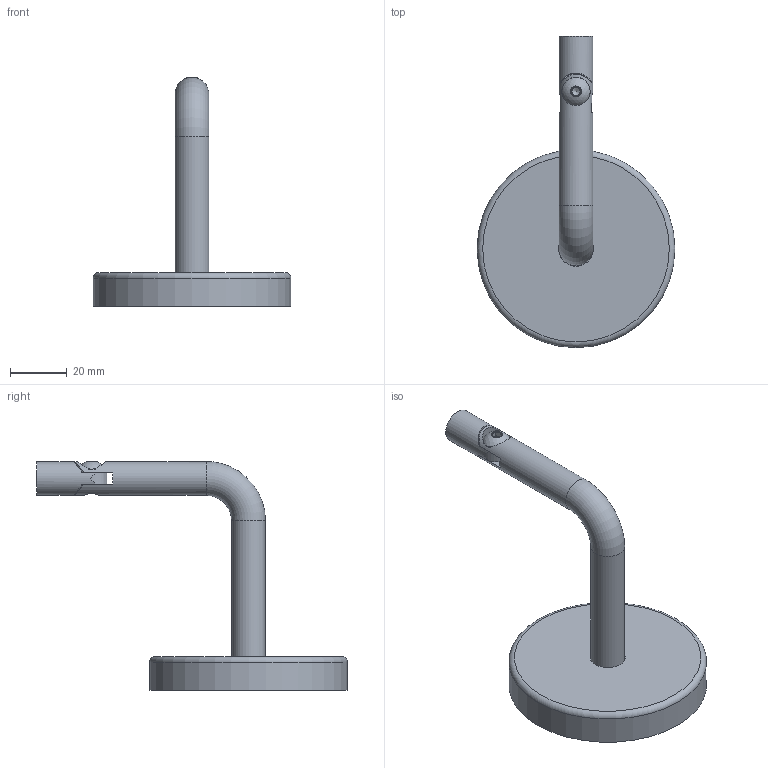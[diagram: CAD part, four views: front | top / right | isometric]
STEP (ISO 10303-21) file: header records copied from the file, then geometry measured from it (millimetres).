
FILE_DESCRIPTION (( 'STEP AP203' ), '1' );
FILE_NAME ('50506-240.STEP', '2023-07-18T09:44:34', ( '' ), ( '' ), 'SwSTEP 2.0', 'SolidWorks 2018', '' );
FILE_SCHEMA (( 'CONFIG_CONTROL_DESIGN' ));
Length unit declared in the file: millimetre
Products named in the file (6): 5050X-240 Teil6_ISO 7380 M5x8; 50506-240; 5050X-240 Teil3_50500-240-AR; 5050X-240 Teil1_50500-240-P; 5050X-240 Teil5_5050X-240 Teil5; 5050X-240 Teil4_50506-240 Teil4
Assembly tree (5 placements, depth 2):
  50506-240
    5050X-240 Teil1_50500-240-P
    5050X-240 Teil3_50500-240-AR
    5050X-240 Teil4_50506-240 Teil4
    5050X-240 Teil5_5050X-240 Teil5
    5050X-240 Teil6_ISO 7380 M5x8
Bounding box: 70 x 110 x 81 mm (x, y, z)
Volume: 28143.5 mm3; surface area: 26699.2 mm2
Topology: 5 solids, 5 shells, 338 faces, 868 edges, 572 vertices
Faces by surface type: plane 160, bspline 110, cylinder 38, torus 19, cone 10, sphere 1
Full cylindrical faces by diameter (mm): 4.019 x8, 4.2 x1, 5 x1, 5.5 x2, 7 x3, 9 x1, 10 x3, 10.1 x1, 12 x3, 12.4 x1, 68 x1, 70 x1
Entity records: 21665 total; most frequent: CARTESIAN_POINT 13961, ORIENTED_EDGE 1612, DIRECTION 1080, EDGE_CURVE 806, VERTEX_POINT 547, VECTOR 446, LINE 446, EDGE_LOOP 407
